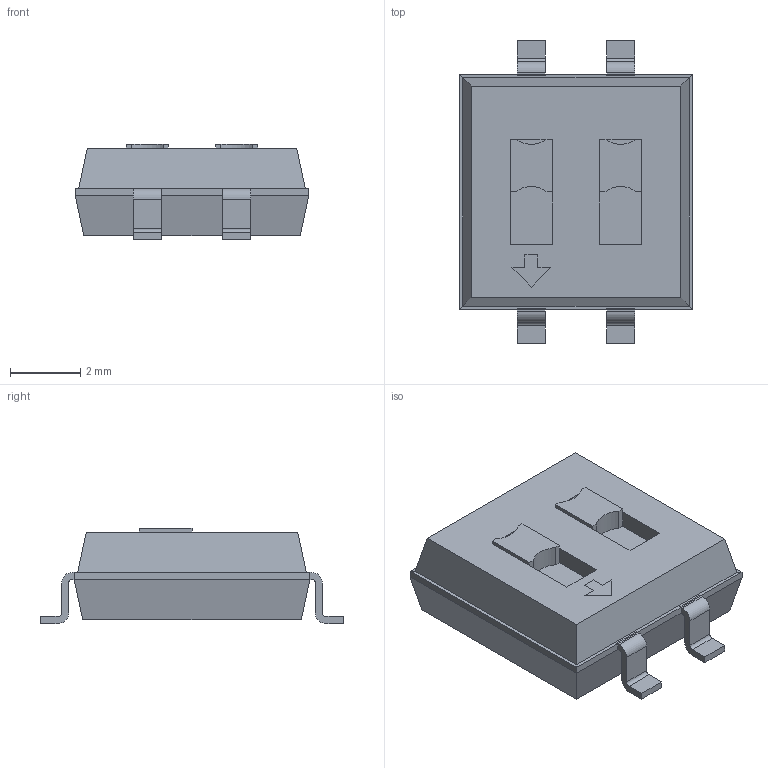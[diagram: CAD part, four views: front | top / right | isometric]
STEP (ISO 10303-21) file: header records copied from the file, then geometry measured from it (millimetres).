
FILE_DESCRIPTION(/* description */ ('model of SW_DIP_SPSTx02_Slide_6.7x6.64mm_W8.61mm_P2.54mm_LowProfile'),/* implementation_level */ '2;1');
FILE_NAME(/* name */ 'SW_DIP_SPSTx02_Slide_6.7x6.64mm_W8.61mm_P2.54mm_LowProfile.step',/* time_stamp */ '2018-12-27T15:15:59',/* author */ ('Terje Io','https://github.com/terjeio'),/* organization */ ('FreeCAD'),/* preprocessor_version */ 'OCC',/* originating_system */ 'kicad StepUp',/* authorisation */ '');
FILE_SCHEMA(('AUTOMOTIVE_DESIGN { 1 0 10303 214 1 1 1 1 }'));
Length unit declared in the file: millimetre
Products named in the file (1): SW_DIP_SPSTx02_Slide_67x664mm_W861mm_P254mm_LowProfile
Bounding box: 6.64 x 8.61 x 2.7 mm (x, y, z)
Volume: 100.6 mm3; surface area: 166.1 mm2
Topology: 1 solids, 1 shells, 109 faces, 283 edges, 179 vertices
Faces by surface type: plane 73, cylinder 20, bspline 16
Entity records: 2146 total; most frequent: ORIENTED_EDGE 447, EDGE_CURVE 283, CARTESIAN_POINT 259, LINE 181, VERTEX_POINT 179, AXIS2_PLACEMENT_3D 114, FACE_BOUND 112, EDGE_LOOP 112
